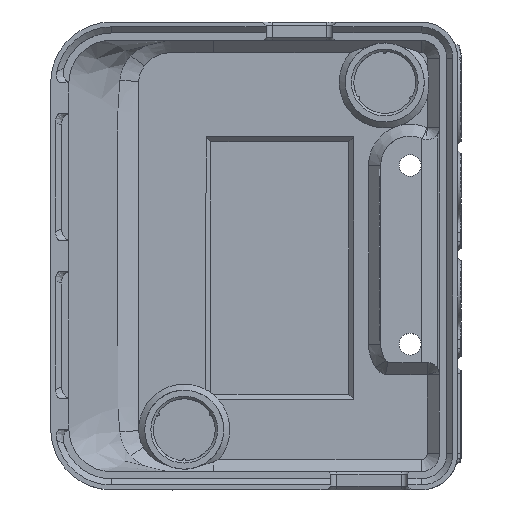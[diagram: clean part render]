
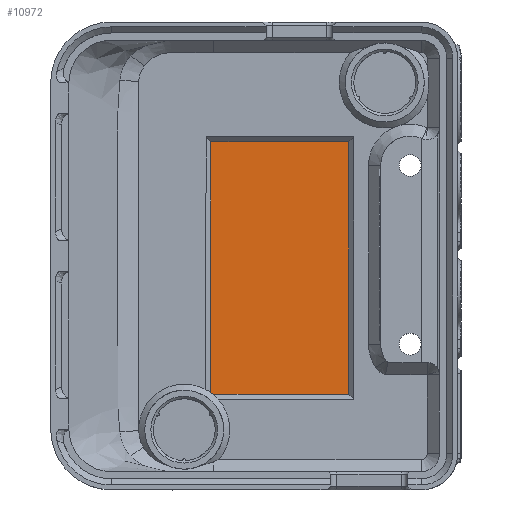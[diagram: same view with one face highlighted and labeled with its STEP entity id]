
A CAD part, top view. The second image highlights one B-rep face of the part: STEP entity #10972.
In plain terms, the highlighted planar face has unit normal (0, 0, 1).
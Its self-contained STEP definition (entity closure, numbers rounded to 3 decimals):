
#210=CIRCLE('',#11344,7.5);
#1023=FACE_OUTER_BOUND('',#1668,.T.);
#1668=EDGE_LOOP('',(#9487,#9488,#9489,#9490,#9491));
#2527=LINE('',#21933,#3403);
#2528=LINE('',#21936,#3404);
#2530=LINE('',#21939,#3406);
#3403=VECTOR('',#12967,10.);
#3404=VECTOR('',#12970,10.);
#3406=VECTOR('',#12974,10.);
#4100=B_SPLINE_CURVE_WITH_KNOTS('',3,(#21653,#21654,#21655,#21656),
 .UNSPECIFIED.,.F.,.F.,(4,4),(9.411,13.537),
 .UNSPECIFIED.);
#4921=VERTEX_POINT('',#19969);
#4922=VERTEX_POINT('',#19971);
#5060=VERTEX_POINT('',#21652);
#5116=VERTEX_POINT('',#21931);
#5117=VERTEX_POINT('',#21935);
#6263=EDGE_CURVE('',#4922,#4921,#210,.T.);
#6528=EDGE_CURVE('',#4922,#5060,#4100,.T.);
#6614=EDGE_CURVE('',#5116,#4921,#2527,.T.);
#6615=EDGE_CURVE('',#5060,#5117,#2528,.T.);
#6617=EDGE_CURVE('',#5117,#5116,#2530,.T.);
#9487=ORIENTED_EDGE('',*,*,#6263,.T.);
#9488=ORIENTED_EDGE('',*,*,#6614,.F.);
#9489=ORIENTED_EDGE('',*,*,#6617,.F.);
#9490=ORIENTED_EDGE('',*,*,#6615,.F.);
#9491=ORIENTED_EDGE('',*,*,#6528,.F.);
#10448=PLANE('',#11483);
#10972=ADVANCED_FACE('',(#1023),#10448,.T.);
#11344=AXIS2_PLACEMENT_3D('',#19972,#12431,#12432);
#11483=AXIS2_PLACEMENT_3D('',#21940,#12975,#12976);
#12431=DIRECTION('center_axis',(0.,0.,
-1.));
#12432=DIRECTION('ref_axis',(1.,0.,0.));
#12967=DIRECTION('',(-1.,0.,0.));
#12970=DIRECTION('',(1.,0.,0.));
#12974=DIRECTION('',(0.,-1.,0.));
#12975=DIRECTION('center_axis',(0.,0.,
1.));
#12976=DIRECTION('ref_axis',(1.,0.,0.));
#19969=CARTESIAN_POINT('',(-0.097,-107.006,31.083));
#19971=CARTESIAN_POINT('',(-0.452,-106.737,31.083));
#19972=CARTESIAN_POINT('Origin',(-4.801,-112.847,31.083));
#21652=CARTESIAN_POINT('',(-0.416,-65.46,31.083));
#21653=CARTESIAN_POINT('Ctrl Pts',(-0.452,-106.737,
31.083));
#21654=CARTESIAN_POINT('Ctrl Pts',(-0.44,-92.935,
31.083));
#21655=CARTESIAN_POINT('Ctrl Pts',(-0.428,-79.176,
31.083));
#21656=CARTESIAN_POINT('Ctrl Pts',(-0.416,-65.46,
31.083));
#21931=CARTESIAN_POINT('',(22.263,-107.006,31.083));
#21933=CARTESIAN_POINT('',(17.631,-107.006,31.083));
#21935=CARTESIAN_POINT('',(22.254,-65.461,31.083));
#21936=CARTESIAN_POINT('',(5.493,-65.46,31.083));
#21939=CARTESIAN_POINT('',(22.256,-74.464,31.083));
#21940=CARTESIAN_POINT('Origin',(12.199,-84.268,31.083));
